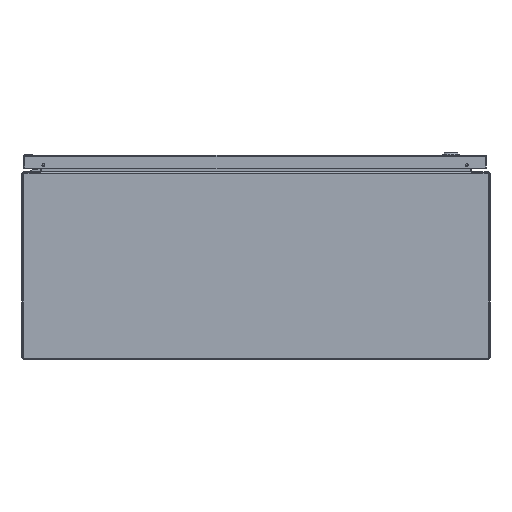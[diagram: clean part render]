
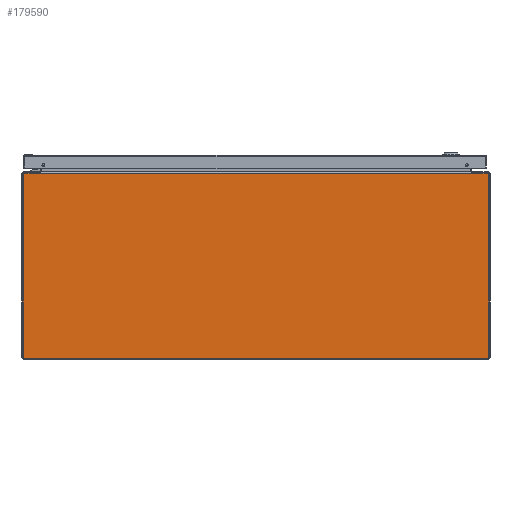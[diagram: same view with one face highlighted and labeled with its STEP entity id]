
A CAD part, front view. The second image highlights one B-rep face of the part: STEP entity #179590.
In plain terms, the highlighted planar face has unit normal (0, -1, 0).
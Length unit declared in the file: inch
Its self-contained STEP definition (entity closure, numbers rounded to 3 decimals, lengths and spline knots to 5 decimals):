
#584 = CIRCLE ( 'NONE', #30128, 0.08 ) ;
#882 = VERTEX_POINT ( 'NONE', #45676 ) ;
#2298 = ORIENTED_EDGE ( 'NONE', *, *, #162331, .T. ) ;
#2847 = CARTESIAN_POINT ( 'NONE',  ( 14.857, -18., -5.857 ) ) ;
#3940 = VERTEX_POINT ( 'NONE', #95813 ) ;
#4258 = CIRCLE ( 'NONE', #42667, 0.08 ) ;
#5299 = CARTESIAN_POINT ( 'NONE',  ( -14.937, -18., -5.857 ) ) ;
#7522 = EDGE_CURVE ( 'NONE', #112431, #66834, #147494, .T. ) ;
#7566 = VECTOR ( 'NONE', #151116, 39.37008 ) ;
#7594 = AXIS2_PLACEMENT_3D ( 'NONE', #2847, #141663, #59345 ) ;
#8781 = AXIS2_PLACEMENT_3D ( 'NONE', #132011, #88655, #131103 ) ;
#9627 = ORIENTED_EDGE ( 'NONE', *, *, #48317, .T. ) ;
#12154 = CARTESIAN_POINT ( 'NONE',  ( 14.857, -18., -5.937 ) ) ;
#12221 = LINE ( 'NONE', #15863, #70671 ) ;
#13506 = CARTESIAN_POINT ( 'NONE',  ( 14.937, -18., -5.857 ) ) ;
#15095 = EDGE_CURVE ( 'NONE', #164201, #167427, #158891, .T. ) ;
#15863 = CARTESIAN_POINT ( 'NONE',  ( 14.937, -18., 0. ) ) ;
#15906 = CARTESIAN_POINT ( 'NONE',  ( 14.937, -18., 5.857 ) ) ;
#16113 = VERTEX_POINT ( 'NONE', #118244 ) ;
#17216 = VECTOR ( 'NONE', #25420, 39.37008 ) ;
#23597 = LINE ( 'NONE', #81119, #17216 ) ;
#24484 = EDGE_CURVE ( 'NONE', #48806, #55470, #12221, .T. ) ;
#25179 = EDGE_CURVE ( 'NONE', #66834, #164201, #88753, .T. ) ;
#25420 = DIRECTION ( 'NONE',  ( 0.174, 0., -0.985 ) ) ;
#27297 = DIRECTION ( 'NONE',  ( -1., 0., 0. ) ) ;
#28469 = CARTESIAN_POINT ( 'NONE',  ( 0., -18., 5.883 ) ) ;
#29756 = DIRECTION ( 'NONE',  ( 0., 0., 1. ) ) ;
#30128 = AXIS2_PLACEMENT_3D ( 'NONE', #111296, #55738, #82676 ) ;
#33700 = CARTESIAN_POINT ( 'NONE',  ( 0., -18., -5.937 ) ) ;
#35876 = ORIENTED_EDGE ( 'NONE', *, *, #174190, .F. ) ;
#41376 = ORIENTED_EDGE ( 'NONE', *, *, #75179, .T. ) ;
#41741 = AXIS2_PLACEMENT_3D ( 'NONE', #165718, #95518, #51969 ) ;
#42667 = AXIS2_PLACEMENT_3D ( 'NONE', #67329, #175378, #137563 ) ;
#45268 = ORIENTED_EDGE ( 'NONE', *, *, #169299, .T. ) ;
#45676 = CARTESIAN_POINT ( 'NONE',  ( 13.8136, -18., 5.883 ) ) ;
#48317 = EDGE_CURVE ( 'NONE', #147702, #48806, #152307, .T. ) ;
#48605 = VERTEX_POINT ( 'NONE', #55409 ) ;
#48806 = VERTEX_POINT ( 'NONE', #13506 ) ;
#51010 = LINE ( 'NONE', #82548, #165855 ) ;
#51969 = DIRECTION ( 'NONE',  ( 0., 0., -1. ) ) ;
#53495 = ORIENTED_EDGE ( 'NONE', *, *, #54421, .T. ) ;
#53751 = DIRECTION ( 'NONE',  ( -1., 0., 0. ) ) ;
#54421 = EDGE_CURVE ( 'NONE', #48605, #142439, #51010, .T. ) ;
#54512 = CARTESIAN_POINT ( 'NONE',  ( -14.857, -18., 5.937 ) ) ;
#54927 = LINE ( 'NONE', #112304, #7566 ) ;
#55409 = CARTESIAN_POINT ( 'NONE',  ( 14.857, -18., 5.937 ) ) ;
#55470 = VERTEX_POINT ( 'NONE', #15906 ) ;
#55738 = DIRECTION ( 'NONE',  ( 0., -1., 0. ) ) ;
#58183 = DIRECTION ( 'NONE',  ( 0., 0., -1. ) ) ;
#59345 = DIRECTION ( 'NONE',  ( 0., 0., -1. ) ) ;
#59781 = DIRECTION ( 'NONE',  ( 1., 0., 0. ) ) ;
#61285 = ORIENTED_EDGE ( 'NONE', *, *, #132555, .T. ) ;
#66834 = VERTEX_POINT ( 'NONE', #54512 ) ;
#67234 = VECTOR ( 'NONE', #79156, 39.37008 ) ;
#67329 = CARTESIAN_POINT ( 'NONE',  ( 14.857, -18., 5.857 ) ) ;
#68428 = ORIENTED_EDGE ( 'NONE', *, *, #148143, .T. ) ;
#69444 = EDGE_CURVE ( 'NONE', #112431, #3940, #23597, .T. ) ;
#70671 = VECTOR ( 'NONE', #29756, 39.37008 ) ;
#73934 = VERTEX_POINT ( 'NONE', #129578 ) ;
#75179 = EDGE_CURVE ( 'NONE', #55470, #48605, #4258, .T. ) ;
#79156 = DIRECTION ( 'NONE',  ( -1., 0., 0. ) ) ;
#81119 = CARTESIAN_POINT ( 'NONE',  ( -13.81836, -18., 5.91 ) ) ;
#82548 = CARTESIAN_POINT ( 'NONE',  ( 0., -18., 5.937 ) ) ;
#82676 = DIRECTION ( 'NONE',  ( 0., 0., -1. ) ) ;
#84335 = ORIENTED_EDGE ( 'NONE', *, *, #25179, .T. ) ;
#85408 = CARTESIAN_POINT ( 'NONE',  ( -13.82312, -18., 5.937 ) ) ;
#88655 = DIRECTION ( 'NONE',  ( 0., -1., 0. ) ) ;
#88753 = CIRCLE ( 'NONE', #8781, 0.08 ) ;
#90354 = CARTESIAN_POINT ( 'NONE',  ( 13.81836, -18., 5.91 ) ) ;
#95518 = DIRECTION ( 'NONE',  ( 0., -1., 0. ) ) ;
#95813 = CARTESIAN_POINT ( 'NONE',  ( -13.8136, -18., 5.883 ) ) ;
#96834 = CARTESIAN_POINT ( 'NONE',  ( 13.80579, -18., 5.883 ) ) ;
#97906 = VECTOR ( 'NONE', #27297, 39.37008 ) ;
#103364 = VECTOR ( 'NONE', #146661, 39.37008 ) ;
#109907 = CARTESIAN_POINT ( 'NONE',  ( -14.857, -18., -5.937 ) ) ;
#111296 = CARTESIAN_POINT ( 'NONE',  ( -14.857, -18., -5.857 ) ) ;
#112304 = CARTESIAN_POINT ( 'NONE',  ( -13.80579, -18., 5.883 ) ) ;
#112431 = VERTEX_POINT ( 'NONE', #85408 ) ;
#116894 = CARTESIAN_POINT ( 'NONE',  ( -14.937, -18., 5.857 ) ) ;
#118244 = CARTESIAN_POINT ( 'NONE',  ( 13.798, -18., 5.883 ) ) ;
#119858 = ORIENTED_EDGE ( 'NONE', *, *, #15095, .T. ) ;
#120100 = ORIENTED_EDGE ( 'NONE', *, *, #24484, .T. ) ;
#124726 = VERTEX_POINT ( 'NONE', #109907 ) ;
#128362 = EDGE_LOOP ( 'NONE', ( #166516, #84335, #119858, #2298, #61285, #9627, #120100, #41376, #53495, #68428, #148548, #45268, #35876, #151973 ) ) ;
#129578 = CARTESIAN_POINT ( 'NONE',  ( -13.798, -18., 5.883 ) ) ;
#131103 = DIRECTION ( 'NONE',  ( 0., 0., -1. ) ) ;
#132011 = CARTESIAN_POINT ( 'NONE',  ( -14.857, -18., 5.857 ) ) ;
#132555 = EDGE_CURVE ( 'NONE', #124726, #147702, #173368, .T. ) ;
#132580 = PLANE ( 'NONE',  #41741 ) ;
#137551 = VECTOR ( 'NONE', #59781, 39.37008 ) ;
#137563 = DIRECTION ( 'NONE',  ( 0., 0., -1. ) ) ;
#139589 = DIRECTION ( 'NONE',  ( -1., 0., 0. ) ) ;
#141663 = DIRECTION ( 'NONE',  ( 0., -1., 0. ) ) ;
#142439 = VERTEX_POINT ( 'NONE', #148200 ) ;
#143257 = CARTESIAN_POINT ( 'NONE',  ( -14.937, -18., 0. ) ) ;
#146661 = DIRECTION ( 'NONE',  ( -0.174, 0., -0.985 ) ) ;
#147494 = LINE ( 'NONE', #164955, #67234 ) ;
#147702 = VERTEX_POINT ( 'NONE', #12154 ) ;
#148143 = EDGE_CURVE ( 'NONE', #142439, #882, #160500, .T. ) ;
#148200 = CARTESIAN_POINT ( 'NONE',  ( 13.82312, -18., 5.937 ) ) ;
#148548 = ORIENTED_EDGE ( 'NONE', *, *, #168866, .T. ) ;
#151027 = VECTOR ( 'NONE', #58183, 39.37008 ) ;
#151116 = DIRECTION ( 'NONE',  ( 1., 0., 0. ) ) ;
#151973 = ORIENTED_EDGE ( 'NONE', *, *, #69444, .F. ) ;
#152307 = CIRCLE ( 'NONE', #7594, 0.08 ) ;
#152478 = LINE ( 'NONE', #28469, #162987 ) ;
#154050 = LINE ( 'NONE', #96834, #97906 ) ;
#158891 = LINE ( 'NONE', #143257, #151027 ) ;
#160500 = LINE ( 'NONE', #90354, #103364 ) ;
#162331 = EDGE_CURVE ( 'NONE', #167427, #124726, #584, .T. ) ;
#162987 = VECTOR ( 'NONE', #139589, 39.37008 ) ;
#164201 = VERTEX_POINT ( 'NONE', #116894 ) ;
#164955 = CARTESIAN_POINT ( 'NONE',  ( 0., -18., 5.937 ) ) ;
#165718 = CARTESIAN_POINT ( 'NONE',  ( 0., -18., 0. ) ) ;
#165855 = VECTOR ( 'NONE', #53751, 39.37008 ) ;
#166516 = ORIENTED_EDGE ( 'NONE', *, *, #7522, .T. ) ;
#167427 = VERTEX_POINT ( 'NONE', #5299 ) ;
#168866 = EDGE_CURVE ( 'NONE', #882, #16113, #154050, .T. ) ;
#169299 = EDGE_CURVE ( 'NONE', #16113, #73934, #152478, .T. ) ;
#173368 = LINE ( 'NONE', #33700, #137551 ) ;
#174190 = EDGE_CURVE ( 'NONE', #3940, #73934, #54927, .T. ) ;
#175378 = DIRECTION ( 'NONE',  ( 0., -1., 0. ) ) ;
#175856 = FACE_OUTER_BOUND ( 'NONE', #128362, .T. ) ;
#179590 = ADVANCED_FACE ( 'NONE', ( #175856 ), #132580, .T. ) ;
